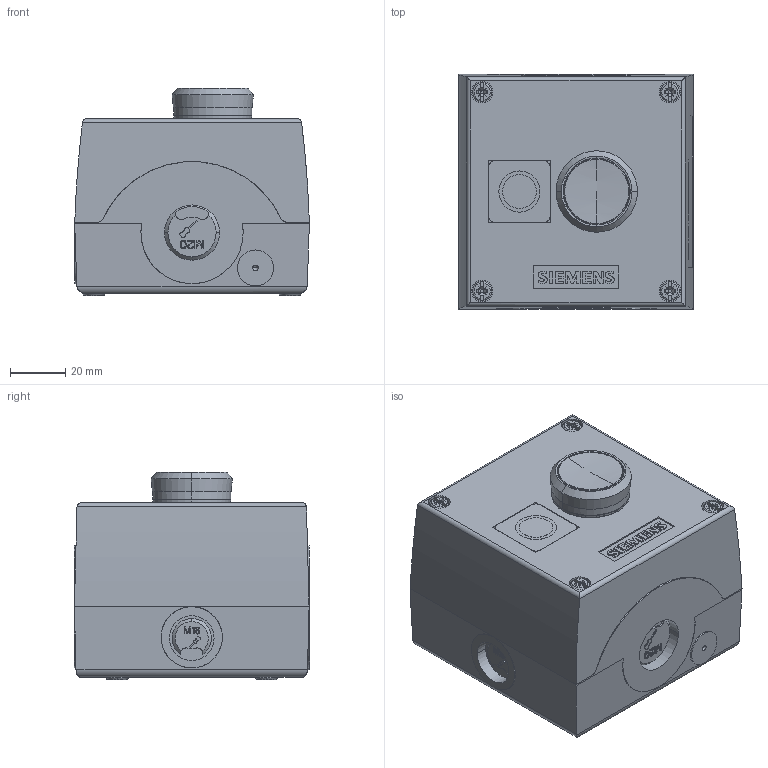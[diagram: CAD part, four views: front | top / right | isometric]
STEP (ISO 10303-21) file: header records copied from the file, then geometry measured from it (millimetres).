
FILE_DESCRIPTION(('STEP AP214'),'1');
FILE_NAME('cctmp_CEE5CAC0-1BB6-441F-9F94-E978F95A9A6C_2023_07_21_14_35_32_0653..stp','2023-07-21T12:35:34',('SIEMENS A&D'),('CADClick - www.CADClick.com'),'Spatial InterOp 3D postprocessed',' ','unknown authorization');
FILE_SCHEMA(('AUTOMOTIVE_DESIGN'));
Length unit declared in the file: millimetre
Products named in the file (4): cc_unnamed; 2023_07_21_14_35_32_0591; 2023_07_21_14_35_32_0587; 2023_07_21_14_35_32_0583
Assembly tree (3 placements, depth 2):
  cc_unnamed
    2023_07_21_14_35_32_0591
    2023_07_21_14_35_32_0587
    2023_07_21_14_35_32_0583
Bounding box: 85.06 x 85.2 x 75 mm (x, y, z)
Volume: 407380.2 mm3; surface area: 59535 mm2
Topology: 3 solids, 5 shells, 1511 faces, 4181 edges, 2764 vertices
Faces by surface type: plane 985, cylinder 328, extrusion 90, cone 74, torus 28, sphere 6
Entity records: 61494 total; most frequent: CARTESIAN_POINT 14205, ORIENTED_EDGE 8350, DIRECTION 7365, EDGE_CURVE 4175, VECTOR 2961, LINE 2871, VERTEX_POINT 2764, STYLED_ITEM 2588
